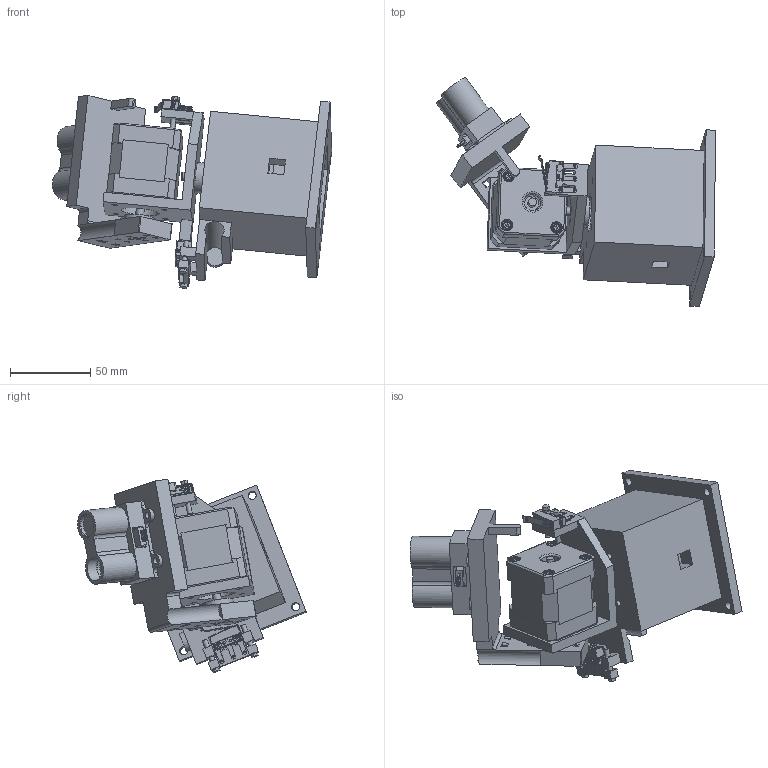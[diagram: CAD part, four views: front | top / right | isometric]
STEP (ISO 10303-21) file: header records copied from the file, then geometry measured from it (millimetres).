
FILE_DESCRIPTION(/* description */ (''),/* implementation_level */ '2;1');
FILE_NAME(/* name */ 'Radar3D.stp',/* time_stamp */ '2021-11-19T18:13:04+01:00',/* author */ ('Kamil'),/* organization */ (''),/* preprocessor_version */ 'ST-DEVELOPER v18.1',/* originating_system */ 'Autodesk Inventor 2020',/* authorisation */ '');
FILE_SCHEMA (('AUTOMOTIVE_DESIGN { 1 0 10303 214 3 1 1 }'));
Length unit declared in the file: millimetre
Products named in the file (16): Radar3D; LIDAR; Nema 17; Nema 17 Base; Nema 17 Body; Nema 17 Top; Nema 17 Shaft; ISO 4762 - M2.5 x 6; stepper_hub; uchwyt_na_lidar; uchwyt_miedzy_steperami; uchwyt_stepera_do_podstawy; limit_switchMicroswitch-SS-3GL13SL; limit_switch2Microswitch-SS-3GL13SL; M3x19; laser
Assembly tree (23 placements, depth 3):
  Radar3D
    LIDAR
    Nema 17  x2
      Nema 17 Base
      Nema 17 Body
      Nema 17 Top
      Nema 17 Shaft
      ISO 4762 - M2.5 x 6
    stepper_hub  x2
    uchwyt_na_lidar
    uchwyt_miedzy_steperami
    uchwyt_stepera_do_podstawy
    limit_switchMicroswitch-SS-3GL13SL
    M3x19  x4
    limit_switch2Microswitch-SS-3GL13SL
    laser
Bounding box: 174.26 x 142.82 x 120.55 mm (x, y, z)
Volume: 467874.9 mm3; surface area: 144264.4 mm2
Topology: 42 solids, 42 shells, 1231 faces, 3297 edges, 2237 vertices
Faces by surface type: plane 804, cylinder 301, torus 56, bspline 54, cone 16
Full cylindrical faces by diameter (mm): 1.1 x8, 1.2 x14, 1.6 x4, 1.75 x2, 2 x2, 2.5 x14, 3 x32, 3.5 x16, 4.5 x8, 4.9 x4, 5 x16, 5.2 x2, 6.2 x8, 11 x4, 12 x1, 19 x2, 21 x2, 24 x2
Entity records: 35399 total; most frequent: CARTESIAN_POINT 9584, ORIENTED_EDGE 5206, DIRECTION 4996, EDGE_CURVE 2603, LINE 1866, VECTOR 1866, VERTEX_POINT 1750, AXIS2_PLACEMENT_3D 1565
